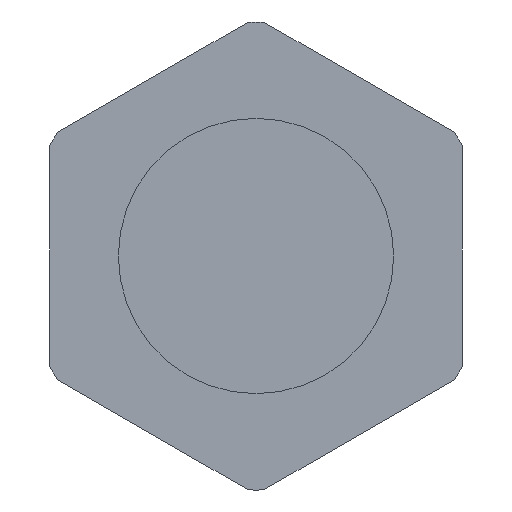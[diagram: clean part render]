
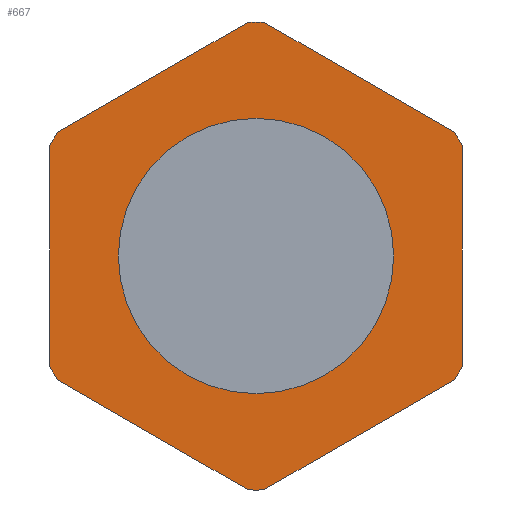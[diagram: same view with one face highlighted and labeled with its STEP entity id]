
A CAD part, left-side view. The second image highlights one B-rep face of the part: STEP entity #667.
In plain terms, the highlighted planar face has unit normal (-1, 0, 0).
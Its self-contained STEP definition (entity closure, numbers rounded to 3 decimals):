
#4 = FACE_BOUND ( 'NONE', #874, .T. ) ;
#14 = DIRECTION ( 'NONE',  ( 0., 0., 1. ) ) ;
#19 = ORIENTED_EDGE ( 'NONE', *, *, #397, .F. ) ;
#73 = ORIENTED_EDGE ( 'NONE', *, *, #94, .F. ) ;
#74 = CARTESIAN_POINT ( 'NONE',  ( 15.8, 0.457, -13.592 ) ) ;
#75 = CARTESIAN_POINT ( 'NONE',  ( 15.8, -0.457, -13.592 ) ) ;
#76 = EDGE_CURVE ( 'NONE', #764, #296, #629, .T. ) ;
#79 = CARTESIAN_POINT ( 'NONE',  ( 15.8, -0.457, 13.592 ) ) ;
#84 = CARTESIAN_POINT ( 'NONE',  ( 15.8, 0., 0. ) ) ;
#88 = VERTEX_POINT ( 'NONE', #516 ) ;
#89 = VERTEX_POINT ( 'NONE', #794 ) ;
#94 = EDGE_CURVE ( 'NONE', #89, #275, #415, .T. ) ;
#129 = VECTOR ( 'NONE', #315, 1000. ) ;
#134 = CARTESIAN_POINT ( 'NONE',  ( 15.8, 12., 6.4 ) ) ;
#137 = DIRECTION ( 'NONE',  ( -1., 0., 0. ) ) ;
#139 = CARTESIAN_POINT ( 'NONE',  ( 15.8, 12., -6.4 ) ) ;
#143 = EDGE_CURVE ( 'NONE', #859, #764, #487, .T. ) ;
#151 = VERTEX_POINT ( 'NONE', #139 ) ;
#152 = CARTESIAN_POINT ( 'NONE',  ( 15.8, 0., -8. ) ) ;
#155 = DIRECTION ( 'NONE',  ( 0., 0.866, 0.5 ) ) ;
#175 = CIRCLE ( 'NONE', #268, 13.6 ) ;
#183 = VERTEX_POINT ( 'NONE', #134 ) ;
#191 = DIRECTION ( 'NONE',  ( 0., 0., 1. ) ) ;
#192 = VECTOR ( 'NONE', #446, 1000. ) ;
#195 = ORIENTED_EDGE ( 'NONE', *, *, #510, .F. ) ;
#197 = CARTESIAN_POINT ( 'NONE',  ( 15.8, -12., -6.4 ) ) ;
#200 = DIRECTION ( 'NONE',  ( 0., 0., 1. ) ) ;
#203 = CIRCLE ( 'NONE', #913, 13.6 ) ;
#209 = AXIS2_PLACEMENT_3D ( 'NONE', #469, #325, #249 ) ;
#227 = VECTOR ( 'NONE', #257, 1000. ) ;
#234 = CARTESIAN_POINT ( 'NONE',  ( 15.8, 0., 0. ) ) ;
#244 = CARTESIAN_POINT ( 'NONE',  ( 15.8, 12., -8. ) ) ;
#245 = EDGE_CURVE ( 'NONE', #643, #939, #723, .T. ) ;
#249 = DIRECTION ( 'NONE',  ( 0., 0., 1. ) ) ;
#250 = ORIENTED_EDGE ( 'NONE', *, *, #832, .F. ) ;
#257 = DIRECTION ( 'NONE',  ( 0., 0., -1. ) ) ;
#258 = VECTOR ( 'NONE', #155, 1000. ) ;
#268 = AXIS2_PLACEMENT_3D ( 'NONE', #537, #326, #481 ) ;
#274 = ORIENTED_EDGE ( 'NONE', *, *, #76, .F. ) ;
#275 = VERTEX_POINT ( 'NONE', #75 ) ;
#281 = CARTESIAN_POINT ( 'NONE',  ( 15.8, -11.543, -7.192 ) ) ;
#283 = VECTOR ( 'NONE', #369, 1000. ) ;
#289 = DIRECTION ( 'NONE',  ( 1., 0., 0. ) ) ;
#292 = AXIS2_PLACEMENT_3D ( 'NONE', #293, #527, #863 ) ;
#293 = CARTESIAN_POINT ( 'NONE',  ( 15.8, 0., 0. ) ) ;
#296 = VERTEX_POINT ( 'NONE', #612 ) ;
#300 = PLANE ( 'NONE',  #551 ) ;
#310 = DIRECTION ( 'NONE',  ( 1., 0., 0. ) ) ;
#315 = DIRECTION ( 'NONE',  ( 0., -0.866, 0.5 ) ) ;
#322 = ORIENTED_EDGE ( 'NONE', *, *, #768, .F. ) ;
#325 = DIRECTION ( 'NONE',  ( 1., 0., 0. ) ) ;
#326 = DIRECTION ( 'NONE',  ( 1., 0., 0. ) ) ;
#348 = EDGE_CURVE ( 'NONE', #842, #859, #901, .T. ) ;
#368 = VERTEX_POINT ( 'NONE', #400 ) ;
#369 = DIRECTION ( 'NONE',  ( 0., -0.866, -0.5 ) ) ;
#380 = VERTEX_POINT ( 'NONE', #628 ) ;
#397 = EDGE_CURVE ( 'NONE', #151, #183, #661, .T. ) ;
#400 = CARTESIAN_POINT ( 'NONE',  ( 15.8, 0., -8. ) ) ;
#407 = CARTESIAN_POINT ( 'NONE',  ( 15.8, 0., 0. ) ) ;
#415 = LINE ( 'NONE', #281, #192 ) ;
#417 = ORIENTED_EDGE ( 'NONE', *, *, #586, .F. ) ;
#425 = EDGE_CURVE ( 'NONE', #275, #643, #879, .T. ) ;
#439 = DIRECTION ( 'NONE',  ( 0., 0., 1. ) ) ;
#441 = AXIS2_PLACEMENT_3D ( 'NONE', #407, #568, #191 ) ;
#446 = DIRECTION ( 'NONE',  ( 0., 0.866, -0.5 ) ) ;
#454 = AXIS2_PLACEMENT_3D ( 'NONE', #234, #310, #819 ) ;
#465 = ORIENTED_EDGE ( 'NONE', *, *, #348, .F. ) ;
#469 = CARTESIAN_POINT ( 'NONE',  ( 15.8, 0., 0. ) ) ;
#481 = DIRECTION ( 'NONE',  ( 0., 0., 1. ) ) ;
#482 = DIRECTION ( 'NONE',  ( 0., 0., 1. ) ) ;
#487 = LINE ( 'NONE', #931, #283 ) ;
#491 = ORIENTED_EDGE ( 'NONE', *, *, #425, .F. ) ;
#503 = EDGE_LOOP ( 'NONE', ( #491, #73, #763, #195, #274, #673, #465, #548, #322, #250, #19, #753, #872 ) ) ;
#510 = EDGE_CURVE ( 'NONE', #296, #860, #868, .T. ) ;
#511 = VECTOR ( 'NONE', #779, 1000. ) ;
#516 = CARTESIAN_POINT ( 'NONE',  ( 15.8, 11.543, 7.192 ) ) ;
#527 = DIRECTION ( 'NONE',  ( 1., 0., 0. ) ) ;
#537 = CARTESIAN_POINT ( 'NONE',  ( 15.8, 0., 0. ) ) ;
#542 = CIRCLE ( 'NONE', #441, 8. ) ;
#548 = ORIENTED_EDGE ( 'NONE', *, *, #807, .F. ) ;
#551 = AXIS2_PLACEMENT_3D ( 'NONE', #152, #674, #797 ) ;
#568 = DIRECTION ( 'NONE',  ( -1., 0., 0. ) ) ;
#586 = EDGE_CURVE ( 'NONE', #677, #368, #740, .T. ) ;
#612 = CARTESIAN_POINT ( 'NONE',  ( 15.8, -12., 6.4 ) ) ;
#628 = CARTESIAN_POINT ( 'NONE',  ( 15.8, 0.457, 13.592 ) ) ;
#629 = CIRCLE ( 'NONE', #292, 13.6 ) ;
#632 = CARTESIAN_POINT ( 'NONE',  ( 15.8, 11.543, 7.192 ) ) ;
#638 = CARTESIAN_POINT ( 'NONE',  ( 15.8, 11.543, -7.192 ) ) ;
#643 = VERTEX_POINT ( 'NONE', #74 ) ;
#651 = EDGE_CURVE ( 'NONE', #860, #89, #730, .T. ) ;
#661 = LINE ( 'NONE', #244, #511 ) ;
#667 = ADVANCED_FACE ( 'NONE', ( #847, #4 ), #300, .F. ) ;
#673 = ORIENTED_EDGE ( 'NONE', *, *, #143, .F. ) ;
#674 = DIRECTION ( 'NONE',  ( 1., 0., 0. ) ) ;
#677 = VERTEX_POINT ( 'NONE', #870 ) ;
#680 = DIRECTION ( 'NONE',  ( 1., 0., 0. ) ) ;
#699 = AXIS2_PLACEMENT_3D ( 'NONE', #856, #137, #200 ) ;
#707 = CARTESIAN_POINT ( 'NONE',  ( 15.8, -12., -8. ) ) ;
#723 = LINE ( 'NONE', #873, #258 ) ;
#730 = CIRCLE ( 'NONE', #755, 13.6 ) ;
#738 = EDGE_CURVE ( 'NONE', #939, #151, #203, .T. ) ;
#740 = CIRCLE ( 'NONE', #699, 8. ) ;
#753 = ORIENTED_EDGE ( 'NONE', *, *, #738, .F. ) ;
#755 = AXIS2_PLACEMENT_3D ( 'NONE', #802, #289, #439 ) ;
#763 = ORIENTED_EDGE ( 'NONE', *, *, #651, .F. ) ;
#764 = VERTEX_POINT ( 'NONE', #882 ) ;
#768 = EDGE_CURVE ( 'NONE', #88, #380, #866, .T. ) ;
#779 = DIRECTION ( 'NONE',  ( 0., 0., 1. ) ) ;
#794 = CARTESIAN_POINT ( 'NONE',  ( 15.8, -11.543, -7.192 ) ) ;
#797 = DIRECTION ( 'NONE',  ( 0., 0., -1. ) ) ;
#802 = CARTESIAN_POINT ( 'NONE',  ( 15.8, 0., 0. ) ) ;
#807 = EDGE_CURVE ( 'NONE', #380, #842, #175, .T. ) ;
#819 = DIRECTION ( 'NONE',  ( 0., 0., 1. ) ) ;
#827 = AXIS2_PLACEMENT_3D ( 'NONE', #918, #834, #482 ) ;
#832 = EDGE_CURVE ( 'NONE', #183, #88, #878, .T. ) ;
#833 = CARTESIAN_POINT ( 'NONE',  ( 15.8, 0., 13.6 ) ) ;
#834 = DIRECTION ( 'NONE',  ( 1., 0., 0. ) ) ;
#842 = VERTEX_POINT ( 'NONE', #833 ) ;
#847 = FACE_OUTER_BOUND ( 'NONE', #503, .T. ) ;
#851 = ORIENTED_EDGE ( 'NONE', *, *, #893, .F. ) ;
#856 = CARTESIAN_POINT ( 'NONE',  ( 15.8, 0., 0. ) ) ;
#859 = VERTEX_POINT ( 'NONE', #79 ) ;
#860 = VERTEX_POINT ( 'NONE', #197 ) ;
#863 = DIRECTION ( 'NONE',  ( 0., 0., 1. ) ) ;
#866 = LINE ( 'NONE', #632, #129 ) ;
#868 = LINE ( 'NONE', #707, #227 ) ;
#870 = CARTESIAN_POINT ( 'NONE',  ( 15.8, 0., 8. ) ) ;
#872 = ORIENTED_EDGE ( 'NONE', *, *, #245, .F. ) ;
#873 = CARTESIAN_POINT ( 'NONE',  ( 15.8, 0.457, -13.592 ) ) ;
#874 = EDGE_LOOP ( 'NONE', ( #417, #851 ) ) ;
#878 = CIRCLE ( 'NONE', #454, 13.6 ) ;
#879 = CIRCLE ( 'NONE', #827, 13.6 ) ;
#882 = CARTESIAN_POINT ( 'NONE',  ( 15.8, -11.543, 7.192 ) ) ;
#893 = EDGE_CURVE ( 'NONE', #368, #677, #542, .T. ) ;
#901 = CIRCLE ( 'NONE', #209, 13.6 ) ;
#913 = AXIS2_PLACEMENT_3D ( 'NONE', #84, #680, #14 ) ;
#918 = CARTESIAN_POINT ( 'NONE',  ( 15.8, 0., 0. ) ) ;
#931 = CARTESIAN_POINT ( 'NONE',  ( 15.8, -0.457, 13.592 ) ) ;
#939 = VERTEX_POINT ( 'NONE', #638 ) ;
